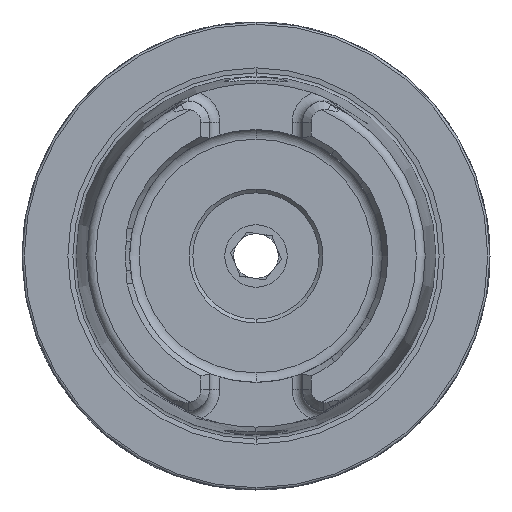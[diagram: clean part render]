
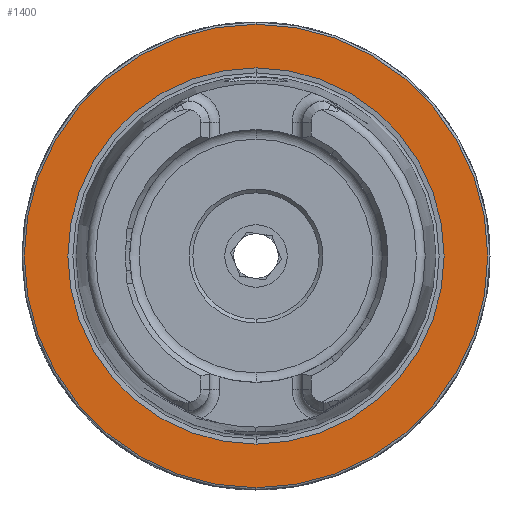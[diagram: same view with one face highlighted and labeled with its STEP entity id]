
A CAD part, left-side view. The second image highlights one B-rep face of the part: STEP entity #1400.
In plain terms, the highlighted planar face has unit normal (-1, 0, 0).
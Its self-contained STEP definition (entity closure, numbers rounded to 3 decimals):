
#1076 = ORIENTED_EDGE ( 'NONE', *, *, #2139, .T. ) ;
#1077 = ORIENTED_EDGE ( 'NONE', *, *, #1270, .T. ) ;
#1078 = ORIENTED_EDGE ( 'NONE', *, *, #4067, .F. ) ;
#1079 = ORIENTED_EDGE ( 'NONE', *, *, #2140, .F. ) ;
#1270 = EDGE_CURVE ( 'NONE', #2832, #2869, #3205, .T. ) ;
#1400 = ADVANCED_FACE ( 'NONE', ( #3328, #3320 ), #9217, .F. ) ;
#2139 = EDGE_CURVE ( 'NONE', #2869, #2832, #5994, .T. ) ;
#2140 = EDGE_CURVE ( 'NONE', #2761, #2866, #5993, .T. ) ;
#2599 = EDGE_LOOP ( 'NONE', ( #1077, #1076 ) ) ;
#2614 = EDGE_LOOP ( 'NONE', ( #1079, #1078 ) ) ;
#2761 = VERTEX_POINT ( 'NONE', #8742 ) ;
#2832 = VERTEX_POINT ( 'NONE', #8813 ) ;
#2866 = VERTEX_POINT ( 'NONE', #8847 ) ;
#2869 = VERTEX_POINT ( 'NONE', #8850 ) ;
#3205 = CIRCLE ( 'NONE', #3546, 31.2 ) ;
#3320 = FACE_OUTER_BOUND ( 'NONE', #2599, .T. ) ;
#3328 = FACE_BOUND ( 'NONE', #2614, .T. ) ;
#3546 = AXIS2_PLACEMENT_3D ( 'NONE', #8926, #8927, #8928 ) ;
#3628 = AXIS2_PLACEMENT_3D ( 'NONE', #9214, #9219, #9220 ) ;
#4067 = EDGE_CURVE ( 'NONE', #2866, #2761, #6211, .T. ) ;
#5993 = CIRCLE ( 'NONE', #7519, 25.324 ) ;
#5994 = CIRCLE ( 'NONE', #7518, 31.2 ) ;
#6211 = CIRCLE ( 'NONE', #7584, 25.324 ) ;
#7518 = AXIS2_PLACEMENT_3D ( 'NONE', #7894, #7895, #7896 ) ;
#7519 = AXIS2_PLACEMENT_3D ( 'NONE', #7897, #7898, #7899 ) ;
#7584 = AXIS2_PLACEMENT_3D ( 'NONE', #10167, #10168, #10169 ) ;
#7894 = CARTESIAN_POINT ( 'NONE',  ( 0., 0., 0. ) ) ;
#7895 = DIRECTION ( 'NONE',  ( -1., 0., 0. ) ) ;
#7896 = DIRECTION ( 'NONE',  ( 0., 0., 1. ) ) ;
#7897 = CARTESIAN_POINT ( 'NONE',  ( 0., 0., 0. ) ) ;
#7898 = DIRECTION ( 'NONE',  ( -1., 0., 0. ) ) ;
#7899 = DIRECTION ( 'NONE',  ( 0., 0., 1. ) ) ;
#8742 = CARTESIAN_POINT ( 'NONE',  ( 0., 0., 25.324 ) ) ;
#8813 = CARTESIAN_POINT ( 'NONE',  ( 0., 0., 31.2 ) ) ;
#8847 = CARTESIAN_POINT ( 'NONE',  ( 0., 0., -25.324 ) ) ;
#8850 = CARTESIAN_POINT ( 'NONE',  ( 0., 0., -31.2 ) ) ;
#8926 = CARTESIAN_POINT ( 'NONE',  ( 0., 0., 0. ) ) ;
#8927 = DIRECTION ( 'NONE',  ( -1., 0., 0. ) ) ;
#8928 = DIRECTION ( 'NONE',  ( 0., 0., 1. ) ) ;
#9214 = CARTESIAN_POINT ( 'NONE',  ( 0., 31.2, 0. ) ) ;
#9217 = PLANE ( 'NONE',  #3628 ) ;
#9219 = DIRECTION ( 'NONE',  ( 1., 0., 0. ) ) ;
#9220 = DIRECTION ( 'NONE',  ( 0., 0., -1. ) ) ;
#10167 = CARTESIAN_POINT ( 'NONE',  ( 0., 0., 0. ) ) ;
#10168 = DIRECTION ( 'NONE',  ( -1., 0., 0. ) ) ;
#10169 = DIRECTION ( 'NONE',  ( 0., 0., 1. ) ) ;
